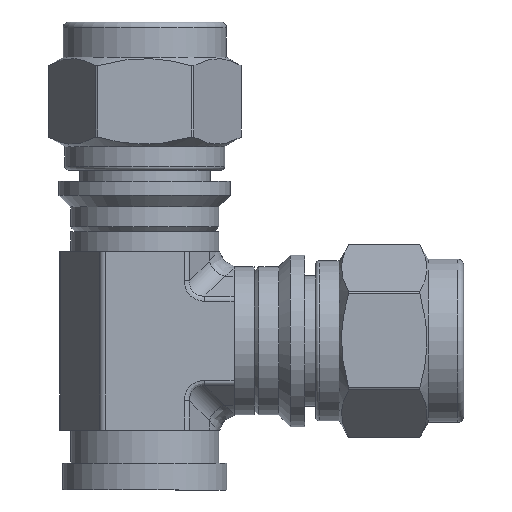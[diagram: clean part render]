
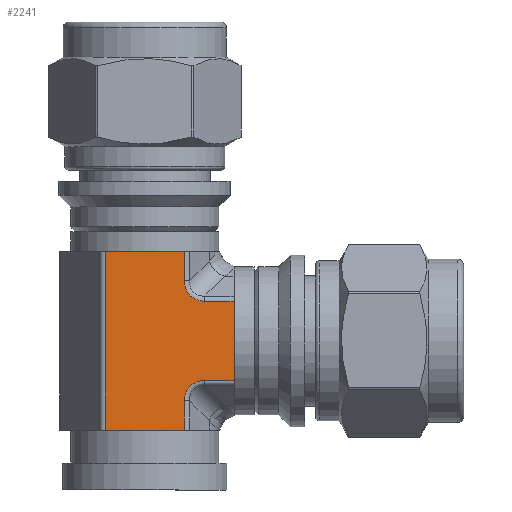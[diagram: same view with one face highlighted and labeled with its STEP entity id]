
A CAD part, left-side view. The second image highlights one B-rep face of the part: STEP entity #2241.
In plain terms, the highlighted planar face has unit normal (-1, 0, 0).
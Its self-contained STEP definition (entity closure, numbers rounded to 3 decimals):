
#27=ELLIPSE('',#2492,2.582,2.);
#29=ELLIPSE('',#2511,2.582,2.);
#389=FACE_OUTER_BOUND('',#551,.T.);
#551=EDGE_LOOP('',(#1913,#1914,#1915,#1916,#1917,#1918,#1919,#1920,#1921,
#1922));
#687=LINE('',#3816,#830);
#688=LINE('',#3851,#831);
#694=LINE('',#3865,#837);
#699=LINE('',#3905,#842);
#700=LINE('',#3940,#843);
#706=LINE('',#3975,#849);
#713=LINE('',#3992,#856);
#714=LINE('',#3994,#857);
#830=VECTOR('',#3066,10.);
#831=VECTOR('',#3077,10.);
#837=VECTOR('',#3091,10.);
#842=VECTOR('',#3116,10.);
#843=VECTOR('',#3127,10.);
#849=VECTOR('',#3147,10.);
#856=VECTOR('',#3166,10.);
#857=VECTOR('',#3169,10.);
#1042=VERTEX_POINT('',#3809);
#1045=VERTEX_POINT('',#3814);
#1047=VERTEX_POINT('',#3843);
#1049=VERTEX_POINT('',#3849);
#1053=VERTEX_POINT('',#3864);
#1063=VERTEX_POINT('',#3898);
#1066=VERTEX_POINT('',#3903);
#1068=VERTEX_POINT('',#3932);
#1070=VERTEX_POINT('',#3938);
#1080=VERTEX_POINT('',#3973);
#1322=EDGE_CURVE('',#1045,#1042,#687,.T.);
#1324=EDGE_CURVE('',#1047,#1045,#27,.T.);
#1327=EDGE_CURVE('',#1049,#1047,#688,.T.);
#1334=EDGE_CURVE('',#1042,#1053,#694,.T.);
#1349=EDGE_CURVE('',#1066,#1063,#699,.T.);
#1351=EDGE_CURVE('',#1068,#1066,#29,.T.);
#1354=EDGE_CURVE('',#1070,#1068,#700,.T.);
#1367=EDGE_CURVE('',#1080,#1070,#706,.T.);
#1376=EDGE_CURVE('',#1053,#1080,#713,.T.);
#1377=EDGE_CURVE('',#1063,#1049,#714,.T.);
#1913=ORIENTED_EDGE('',*,*,#1327,.F.);
#1914=ORIENTED_EDGE('',*,*,#1377,.F.);
#1915=ORIENTED_EDGE('',*,*,#1349,.F.);
#1916=ORIENTED_EDGE('',*,*,#1351,.F.);
#1917=ORIENTED_EDGE('',*,*,#1354,.F.);
#1918=ORIENTED_EDGE('',*,*,#1367,.F.);
#1919=ORIENTED_EDGE('',*,*,#1376,.F.);
#1920=ORIENTED_EDGE('',*,*,#1334,.F.);
#1921=ORIENTED_EDGE('',*,*,#1322,.F.);
#1922=ORIENTED_EDGE('',*,*,#1324,.F.);
#2121=PLANE('',#2528);
#2241=ADVANCED_FACE('',(#389),#2121,.T.);
#2492=AXIS2_PLACEMENT_3D('',#3845,#3069,#3070);
#2511=AXIS2_PLACEMENT_3D('',#3934,#3119,#3120);
#2528=AXIS2_PLACEMENT_3D('',#3993,#3167,#3168);
#3066=DIRECTION('',(0.,0.,-1.));
#3069=DIRECTION('center_axis',(-1.,0.,0.));
#3070=DIRECTION('ref_axis',(0.,0.707,0.707));
#3077=DIRECTION('',(0.,1.,0.));
#3091=DIRECTION('',(0.,1.,0.));
#3116=DIRECTION('',(0.,-1.,0.));
#3119=DIRECTION('center_axis',(-1.,0.,0.));
#3120=DIRECTION('ref_axis',(0.,0.707,-0.707));
#3127=DIRECTION('',(0.,0.,-1.));
#3147=DIRECTION('',(0.,-1.,0.));
#3166=DIRECTION('',(0.,0.,1.));
#3167=DIRECTION('center_axis',(-1.,0.,0.));
#3168=DIRECTION('ref_axis',(0.,-1.,0.));
#3169=DIRECTION('',(0.,0.,-1.));
#3809=CARTESIAN_POINT('',(-6.35,-3.377,-7.6));
#3814=CARTESIAN_POINT('',(-6.35,-3.377,-5.11));
#3816=CARTESIAN_POINT('',(-6.35,-3.377,0.));
#3843=CARTESIAN_POINT('',(-6.35,-5.11,-3.377));
#3845=CARTESIAN_POINT('Origin',(-6.35,-5.687,-5.687));
#3849=CARTESIAN_POINT('',(-6.35,-7.6,-3.377));
#3851=CARTESIAN_POINT('',(-6.35,1.833,-3.377));
#3864=CARTESIAN_POINT('',(-6.35,3.377,-7.6));
#3865=CARTESIAN_POINT('',(-6.35,3.666,-7.6));
#3898=CARTESIAN_POINT('',(-6.35,-7.6,3.377));
#3903=CARTESIAN_POINT('',(-6.35,-5.11,3.377));
#3905=CARTESIAN_POINT('',(-6.35,1.833,3.377));
#3932=CARTESIAN_POINT('',(-6.35,-3.377,5.11));
#3934=CARTESIAN_POINT('Origin',(-6.35,-5.687,5.687));
#3938=CARTESIAN_POINT('',(-6.35,-3.377,7.6));
#3940=CARTESIAN_POINT('',(-6.35,-3.377,0.));
#3973=CARTESIAN_POINT('',(-6.35,3.377,7.6));
#3975=CARTESIAN_POINT('',(-6.35,3.666,7.6));
#3992=CARTESIAN_POINT('',(-6.35,3.377,0.));
#3993=CARTESIAN_POINT('Origin',(-6.35,3.666,0.));
#3994=CARTESIAN_POINT('',(-6.35,-7.6,-3.666));
